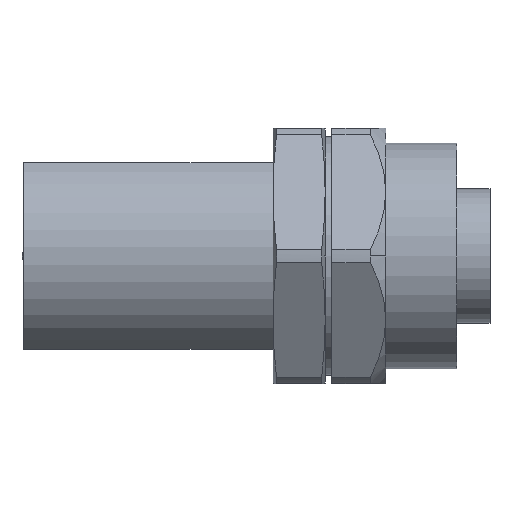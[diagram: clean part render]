
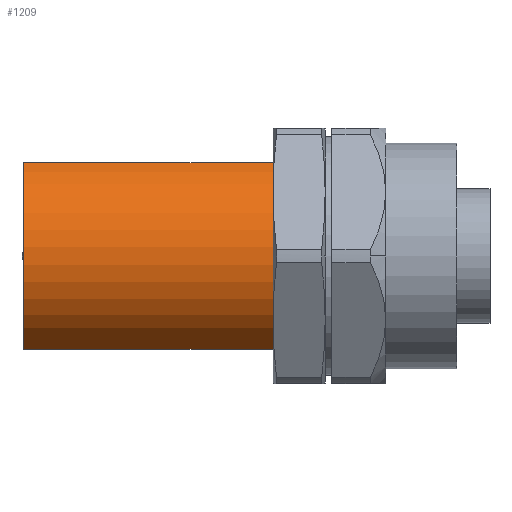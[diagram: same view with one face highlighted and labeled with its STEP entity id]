
A CAD part, left-side view. The second image highlights one B-rep face of the part: STEP entity #1209.
In plain terms, the highlighted cylindrical face has radius 11 mm (diameter 22 mm), a partial arc.
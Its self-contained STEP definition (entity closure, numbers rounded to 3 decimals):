
#89 = VECTOR ( 'NONE', #2472, 1000. ) ;
#346 = LINE ( 'NONE', #2508, #89 ) ;
#499 = AXIS2_PLACEMENT_3D ( 'NONE', #2920, #2925, #2874 ) ;
#538 = CYLINDRICAL_SURFACE ( 'NONE', #499, 11. ) ;
#582 = FACE_OUTER_BOUND ( 'NONE', #1697, .T. ) ;
#587 = VECTOR ( 'NONE', #1049, 1000. ) ;
#600 = CIRCLE ( 'NONE', #4004, 11. ) ;
#677 = CARTESIAN_POINT ( 'NONE',  ( -0.865, -6.405, 45.8 ) ) ;
#708 = CARTESIAN_POINT ( 'NONE',  ( -0.865, 19.895, 45.8 ) ) ;
#792 = LINE ( 'NONE', #2662, #587 ) ;
#1049 = DIRECTION ( 'NONE',  ( 0., 1., 0. ) ) ;
#1209 = ADVANCED_FACE ( 'NONE', ( #582 ), #538, .T. ) ;
#1267 = VERTEX_POINT ( 'NONE', #3131 ) ;
#1479 = VERTEX_POINT ( 'NONE', #3805 ) ;
#1697 = EDGE_LOOP ( 'NONE', ( #1929, #2449, #2263, #2236 ) ) ;
#1929 = ORIENTED_EDGE ( 'NONE', *, *, #2701, .T. ) ;
#2180 = DIRECTION ( 'NONE',  ( 0., 0., -1. ) ) ;
#2181 = DIRECTION ( 'NONE',  ( 0., -1., 0. ) ) ;
#2236 = ORIENTED_EDGE ( 'NONE', *, *, #2746, .T. ) ;
#2263 = ORIENTED_EDGE ( 'NONE', *, *, #2803, .T. ) ;
#2449 = ORIENTED_EDGE ( 'NONE', *, *, #2685, .T. ) ;
#2472 = DIRECTION ( 'NONE',  ( 0., -1., 0. ) ) ;
#2508 = CARTESIAN_POINT ( 'NONE',  ( -5.761, -25.805, 35.95 ) ) ;
#2561 = CARTESIAN_POINT ( 'NONE',  ( -5.761, 19.895, 35.95 ) ) ;
#2590 = DIRECTION ( 'NONE',  ( 0., 0., -1. ) ) ;
#2595 = DIRECTION ( 'NONE',  ( 0., 1., 0. ) ) ;
#2662 = CARTESIAN_POINT ( 'NONE',  ( -5.761, -25.805, 55.65 ) ) ;
#2685 = EDGE_CURVE ( 'NONE', #4424, #1479, #792, .T. ) ;
#2701 = EDGE_CURVE ( 'NONE', #1267, #4424, #600, .T. ) ;
#2715 = VERTEX_POINT ( 'NONE', #2561 ) ;
#2746 = EDGE_CURVE ( 'NONE', #2715, #1267, #346, .T. ) ;
#2803 = EDGE_CURVE ( 'NONE', #1479, #2715, #4468, .T. ) ;
#2874 = DIRECTION ( 'NONE',  ( 0., 0., -1. ) ) ;
#2920 = CARTESIAN_POINT ( 'NONE',  ( -0.865, -25.805, 45.8 ) ) ;
#2925 = DIRECTION ( 'NONE',  ( 0., -1., 0. ) ) ;
#3131 = CARTESIAN_POINT ( 'NONE',  ( -5.761, -6.405, 35.95 ) ) ;
#3805 = CARTESIAN_POINT ( 'NONE',  ( -5.761, 19.895, 55.65 ) ) ;
#3904 = CARTESIAN_POINT ( 'NONE',  ( -5.761, -6.405, 55.65 ) ) ;
#3937 = AXIS2_PLACEMENT_3D ( 'NONE', #708, #2181, #2180 ) ;
#4004 = AXIS2_PLACEMENT_3D ( 'NONE', #677, #2595, #2590 ) ;
#4424 = VERTEX_POINT ( 'NONE', #3904 ) ;
#4468 = CIRCLE ( 'NONE', #3937, 11. ) ;
